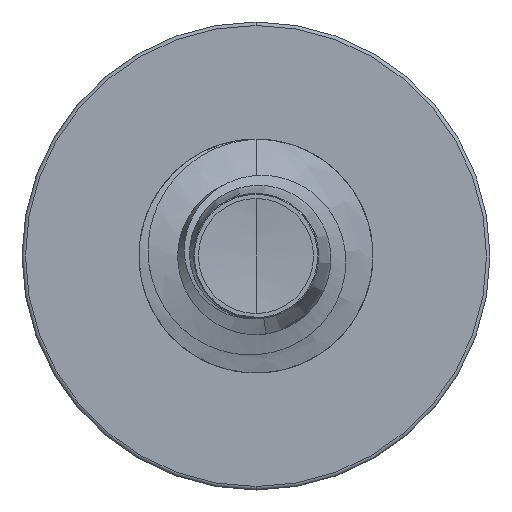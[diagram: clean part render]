
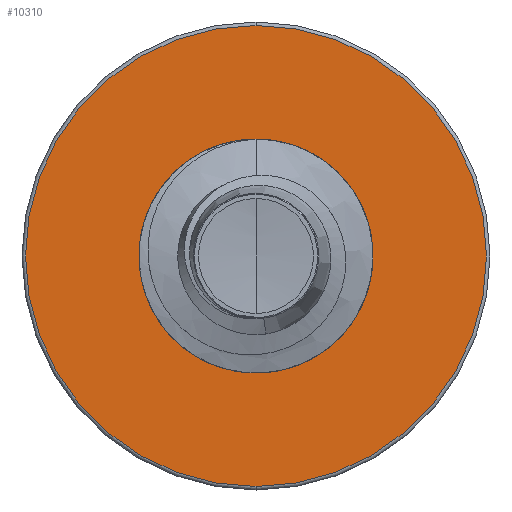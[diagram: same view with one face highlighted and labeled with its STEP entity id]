
A CAD part, front view. The second image highlights one B-rep face of the part: STEP entity #10310.
In plain terms, the highlighted planar face has unit normal (0, -1, 0).
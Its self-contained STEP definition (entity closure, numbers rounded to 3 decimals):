
#410 = FACE_BOUND ( 'NONE', #14486, .T. ) ;
#478 = CARTESIAN_POINT ( 'NONE',  ( 0., 17.5, 0. ) ) ;
#1362 = EDGE_LOOP ( 'NONE', ( #10296, #13885 ) ) ;
#1405 = CARTESIAN_POINT ( 'NONE',  ( 0., 17.5, -5.91 ) ) ;
#1577 = EDGE_CURVE ( 'NONE', #4969, #6767, #5393, .T. ) ;
#1860 = DIRECTION ( 'NONE',  ( 0., 0., 1. ) ) ;
#2192 = AXIS2_PLACEMENT_3D ( 'NONE', #4016, #13363, #5360 ) ;
#2280 = VERTEX_POINT ( 'NONE', #14924 ) ;
#2535 = EDGE_CURVE ( 'NONE', #2280, #11521, #8252, .T. ) ;
#3320 = CARTESIAN_POINT ( 'NONE',  ( 0., 17.5, -2.842 ) ) ;
#3634 = ORIENTED_EDGE ( 'NONE', *, *, #13012, .T. ) ;
#4016 = CARTESIAN_POINT ( 'NONE',  ( 0., 17.5, 0. ) ) ;
#4582 = DIRECTION ( 'NONE',  ( 0., 1., 0. ) ) ;
#4593 = CARTESIAN_POINT ( 'NONE',  ( 0., 17.5, 0. ) ) ;
#4655 = PLANE ( 'NONE',  #5892 ) ;
#4969 = VERTEX_POINT ( 'NONE', #16654 ) ;
#4974 = CARTESIAN_POINT ( 'NONE',  ( 0., 17.5, -2.842 ) ) ;
#5360 = DIRECTION ( 'NONE',  ( 0., 0., 1. ) ) ;
#5393 = CIRCLE ( 'NONE', #2192, 2.842 ) ;
#5673 = AXIS2_PLACEMENT_3D ( 'NONE', #4593, #13924, #5922 ) ;
#5892 = AXIS2_PLACEMENT_3D ( 'NONE', #3320, #15261, #7321 ) ;
#5922 = DIRECTION ( 'NONE',  ( 0., 0., 1. ) ) ;
#6767 = VERTEX_POINT ( 'NONE', #4974 ) ;
#7321 = DIRECTION ( 'NONE',  ( 0., 0., 1. ) ) ;
#7622 = EDGE_CURVE ( 'NONE', #11521, #2280, #13644, .T. ) ;
#8252 = CIRCLE ( 'NONE', #8421, 5.91 ) ;
#8421 = AXIS2_PLACEMENT_3D ( 'NONE', #478, #9839, #1860 ) ;
#9839 = DIRECTION ( 'NONE',  ( 0., 1., 0. ) ) ;
#10296 = ORIENTED_EDGE ( 'NONE', *, *, #2535, .F. ) ;
#10310 = ADVANCED_FACE ( 'NONE', ( #11094, #410 ), #4655, .F. ) ;
#11094 = FACE_OUTER_BOUND ( 'NONE', #1362, .T. ) ;
#11521 = VERTEX_POINT ( 'NONE', #1405 ) ;
#12581 = CARTESIAN_POINT ( 'NONE',  ( 0., 17.5, 0. ) ) ;
#12626 = ORIENTED_EDGE ( 'NONE', *, *, #1577, .T. ) ;
#13012 = EDGE_CURVE ( 'NONE', #6767, #4969, #13637, .T. ) ;
#13363 = DIRECTION ( 'NONE',  ( 0., 1., 0. ) ) ;
#13637 = CIRCLE ( 'NONE', #14500, 2.842 ) ;
#13644 = CIRCLE ( 'NONE', #5673, 5.91 ) ;
#13885 = ORIENTED_EDGE ( 'NONE', *, *, #7622, .F. ) ;
#13911 = DIRECTION ( 'NONE',  ( 0., 0., 1. ) ) ;
#13924 = DIRECTION ( 'NONE',  ( 0., 1., 0. ) ) ;
#14486 = EDGE_LOOP ( 'NONE', ( #12626, #3634 ) ) ;
#14500 = AXIS2_PLACEMENT_3D ( 'NONE', #12581, #4582, #13911 ) ;
#14924 = CARTESIAN_POINT ( 'NONE',  ( 0., 17.5, 5.91 ) ) ;
#15261 = DIRECTION ( 'NONE',  ( 0., 1., 0. ) ) ;
#16654 = CARTESIAN_POINT ( 'NONE',  ( 0., 17.5, 2.842 ) ) ;
